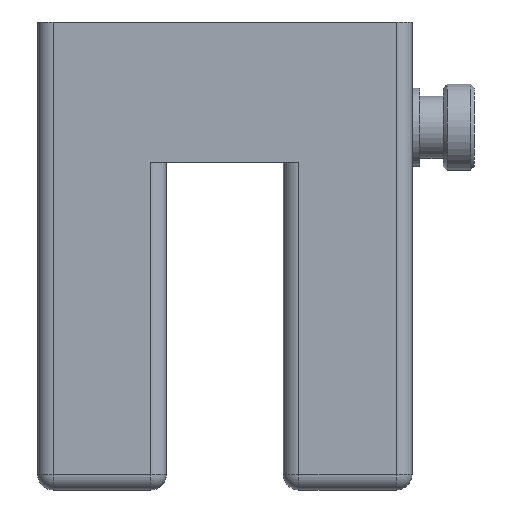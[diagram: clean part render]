
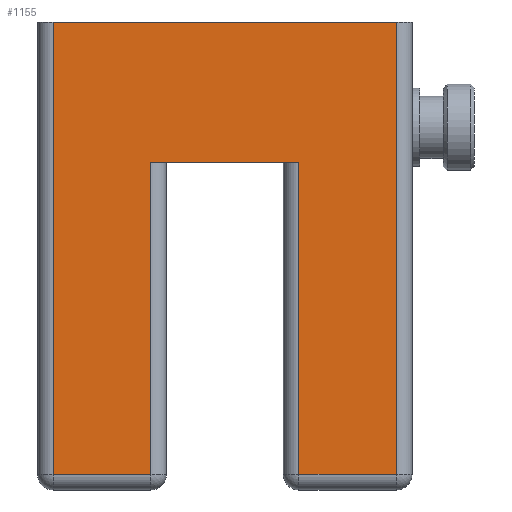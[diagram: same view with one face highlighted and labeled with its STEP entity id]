
A CAD part, front view. The second image highlights one B-rep face of the part: STEP entity #1155.
In plain terms, the highlighted planar face has unit normal (0, -1, 0).
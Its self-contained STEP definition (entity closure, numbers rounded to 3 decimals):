
#69=DIRECTION('',(0.,0.,1.));
#70=VECTOR('',#69,40.);
#71=CARTESIAN_POINT('',(14.5,0.,-58.));
#72=LINE('',#71,#70);
#77=DIRECTION('',(1.,0.,0.));
#78=VECTOR('',#77,12.5);
#79=CARTESIAN_POINT('',(2.,0.,-58.));
#80=LINE('',#79,#78);
#84=DIRECTION('',(0.,0.,-1.));
#85=VECTOR('',#84,58.);
#86=CARTESIAN_POINT('',(2.,0.,0.));
#87=LINE('',#86,#85);
#91=DIRECTION('',(1.,0.,0.));
#92=VECTOR('',#91,44.);
#93=CARTESIAN_POINT('',(2.,0.,0.));
#94=LINE('',#93,#92);
#98=DIRECTION('',(0.,0.,1.));
#99=VECTOR('',#98,58.);
#100=CARTESIAN_POINT('',(46.,0.,-58.));
#101=LINE('',#100,#99);
#105=DIRECTION('',(1.,0.,0.));
#106=VECTOR('',#105,12.5);
#107=CARTESIAN_POINT('',(33.5,0.,-58.));
#108=LINE('',#107,#106);
#112=DIRECTION('',(0.,0.,-1.));
#113=VECTOR('',#112,40.);
#114=CARTESIAN_POINT('',(33.5,0.,-18.));
#115=LINE('',#114,#113);
#162=DIRECTION('',(1.,0.,0.));
#163=VECTOR('',#162,19.);
#164=CARTESIAN_POINT('',(14.5,0.,-18.));
#165=LINE('',#164,#163);
#992=CARTESIAN_POINT('',(14.5,0.,-58.));
#993=CARTESIAN_POINT('',(14.5,0.,-18.));
#994=VERTEX_POINT('',#992);
#995=VERTEX_POINT('',#993);
#1021=CARTESIAN_POINT('',(2.,0.,0.));
#1023=VERTEX_POINT('',#1021);
#1024=CARTESIAN_POINT('',(2.,0.,-58.));
#1025=VERTEX_POINT('',#1024);
#1028=CARTESIAN_POINT('',(46.,0.,0.));
#1030=VERTEX_POINT('',#1028);
#1034=CARTESIAN_POINT('',(46.,0.,-58.));
#1035=VERTEX_POINT('',#1034);
#1052=CARTESIAN_POINT('',(33.5,0.,-58.));
#1053=VERTEX_POINT('',#1052);
#1056=CARTESIAN_POINT('',(33.5,0.,-18.));
#1057=VERTEX_POINT('',#1056);
#1132=CARTESIAN_POINT('',(0.,0.,0.));
#1133=DIRECTION('',(0.,1.,0.));
#1134=DIRECTION('',(1.,0.,0.));
#1135=AXIS2_PLACEMENT_3D('',#1132,#1133,#1134);
#1136=PLANE('',#1135);
#1138=ORIENTED_EDGE('',*,*,#1137,.F.);
#1140=ORIENTED_EDGE('',*,*,#1139,.F.);
#1142=ORIENTED_EDGE('',*,*,#1141,.F.);
#1144=ORIENTED_EDGE('',*,*,#1143,.T.);
#1146=ORIENTED_EDGE('',*,*,#1145,.F.);
#1148=ORIENTED_EDGE('',*,*,#1147,.F.);
#1150=ORIENTED_EDGE('',*,*,#1149,.F.);
#1152=ORIENTED_EDGE('',*,*,#1151,.F.);
#1153=EDGE_LOOP('',(#1138,#1140,#1142,#1144,#1146,#1148,#1150,#1152));
#1154=FACE_OUTER_BOUND('',#1153,.F.);
#1155=ADVANCED_FACE('',(#1154),#1136,.F.);
#1137=EDGE_CURVE('',#994,#995,#72,.T.);
#1139=EDGE_CURVE('',#1025,#994,#80,.T.);
#1141=EDGE_CURVE('',#1023,#1025,#87,.T.);
#1143=EDGE_CURVE('',#1023,#1030,#94,.T.);
#1145=EDGE_CURVE('',#1035,#1030,#101,.T.);
#1147=EDGE_CURVE('',#1053,#1035,#108,.T.);
#1149=EDGE_CURVE('',#1057,#1053,#115,.T.);
#1151=EDGE_CURVE('',#995,#1057,#165,.T.);
